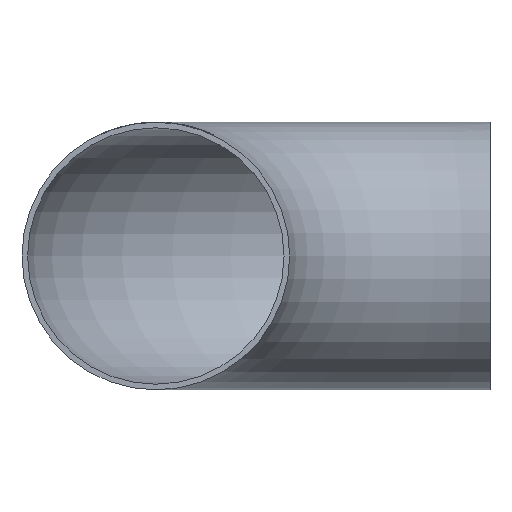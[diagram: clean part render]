
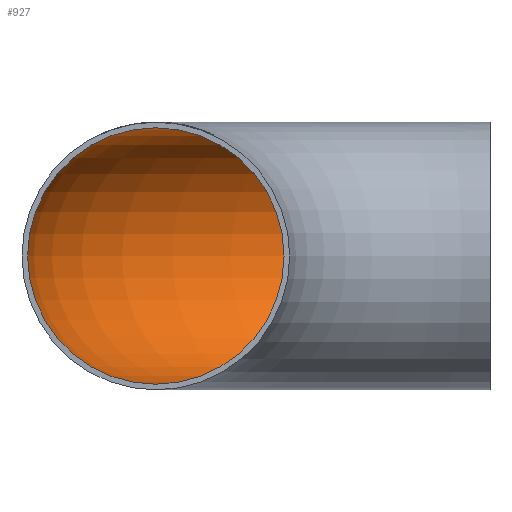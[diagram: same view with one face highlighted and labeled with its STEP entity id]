
A CAD part, front view. The second image highlights one B-rep face of the part: STEP entity #927.
In plain terms, the highlighted toroidal (fillet/blend) face has major radius 95 mm and minor radius 36.45 mm.
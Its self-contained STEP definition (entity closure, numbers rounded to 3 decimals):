
#927 = ADVANCED_FACE ( 'NONE', ( #8369, #8940 ), #1192, .F. ) ;
#1066 = ORIENTED_EDGE ( 'NONE', *, *, #6433, .T. ) ;
#1192 = TOROIDAL_SURFACE ( 'NONE', #5163, 95., 36.45 ) ;
#1930 = EDGE_LOOP ( 'NONE', ( #6984 ) ) ;
#2445 = DIRECTION ( 'NONE',  ( -1., 0., 0. ) ) ;
#2530 = AXIS2_PLACEMENT_3D ( 'NONE', #6973, #8421, #6342 ) ;
#2639 = CARTESIAN_POINT ( 'NONE',  ( 0., 131.45, 0. ) ) ;
#3121 = DIRECTION ( 'NONE',  ( 0., 0., -1. ) ) ;
#3157 = CIRCLE ( 'NONE', #2530, 36.45 ) ;
#3339 = CARTESIAN_POINT ( 'NONE',  ( -95., 0., 36.45 ) ) ;
#3383 = EDGE_LOOP ( 'NONE', ( #1066 ) ) ;
#3574 = AXIS2_PLACEMENT_3D ( 'NONE', #6351, #6434, #4987 ) ;
#3845 = VERTEX_POINT ( 'NONE', #2639 ) ;
#3976 = VERTEX_POINT ( 'NONE', #3339 ) ;
#4987 = DIRECTION ( 'NONE',  ( 0., 0., 1. ) ) ;
#5163 = AXIS2_PLACEMENT_3D ( 'NONE', #5983, #3121, #2445 ) ;
#5983 = CARTESIAN_POINT ( 'NONE',  ( 0., 0., 0. ) ) ;
#6114 = CIRCLE ( 'NONE', #3574, 36.45 ) ;
#6342 = DIRECTION ( 'NONE',  ( 0., 1., 0. ) ) ;
#6351 = CARTESIAN_POINT ( 'NONE',  ( -95., 0., 0. ) ) ;
#6433 = EDGE_CURVE ( 'NONE', #3845, #3845, #3157, .T. ) ;
#6434 = DIRECTION ( 'NONE',  ( 0., 1., 0. ) ) ;
#6973 = CARTESIAN_POINT ( 'NONE',  ( 0., 95., 0. ) ) ;
#6984 = ORIENTED_EDGE ( 'NONE', *, *, #7626, .F. ) ;
#7626 = EDGE_CURVE ( 'NONE', #3976, #3976, #6114, .T. ) ;
#8369 = FACE_OUTER_BOUND ( 'NONE', #3383, .T. ) ;
#8421 = DIRECTION ( 'NONE',  ( 1., 0., 0. ) ) ;
#8940 = FACE_OUTER_BOUND ( 'NONE', #1930, .T. ) ;
